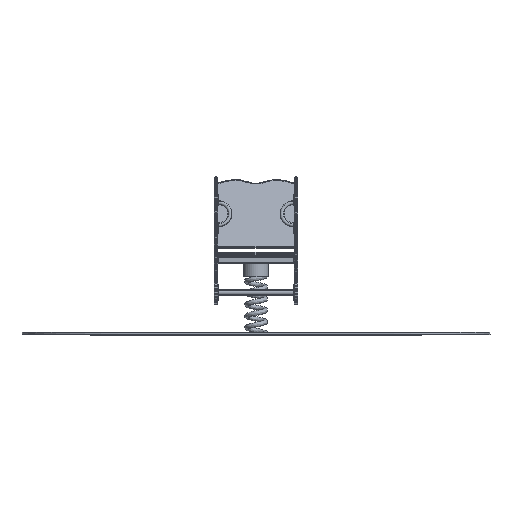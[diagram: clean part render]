
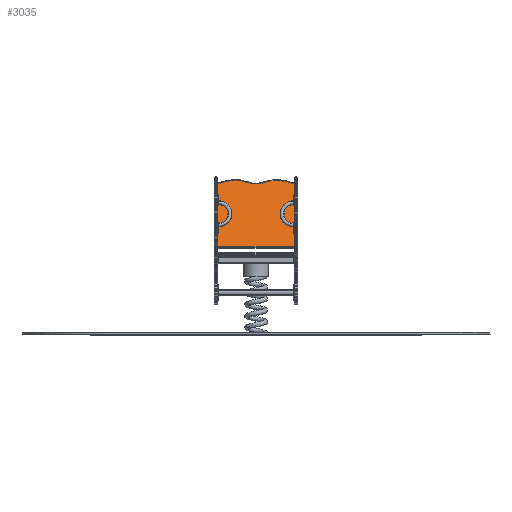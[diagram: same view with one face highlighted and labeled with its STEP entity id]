
A CAD part, top view. The second image highlights one B-rep face of the part: STEP entity #3035.
In plain terms, the highlighted face is planar.
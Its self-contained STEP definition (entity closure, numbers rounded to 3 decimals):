
#3035=ADVANCED_FACE('',(#11655),#11657,.T.);
#11655=FACE_BOUND('',#11656,.T.);
#11656=EDGE_LOOP('',(#19103,#19104,#19105,#19106,#19107,#19108));
#11657=PLANE('',#11658);
#11658=AXIS2_PLACEMENT_3D('',#11659,#11660,#11661);
#11659=CARTESIAN_POINT('',(0.,0.,0.));
#11660=DIRECTION('',(0.,0.,1.));
#11661=DIRECTION('',(1.,0.,0.));
#19103=ORIENTED_EDGE('',*,*,#19957,.T.);
#19104=ORIENTED_EDGE('',*,*,#19954,.T.);
#19105=ORIENTED_EDGE('',*,*,#19958,.T.);
#19106=ORIENTED_EDGE('',*,*,#19959,.T.);
#19107=ORIENTED_EDGE('',*,*,#19960,.T.);
#19108=ORIENTED_EDGE('',*,*,#19939,.T.);
#19939=EDGE_CURVE('',#20756,#20753,#20757,.T.);
#19954=EDGE_CURVE('',#20771,#20781,#20783,.T.);
#19957=EDGE_CURVE('',#20753,#20771,#20786,.T.);
#19958=EDGE_CURVE('',#20781,#20787,#20788,.T.);
#19959=EDGE_CURVE('',#20787,#20789,#20790,.T.);
#19960=EDGE_CURVE('',#20789,#20756,#20791,.T.);
#20753=VERTEX_POINT('',#23562);
#20756=VERTEX_POINT('',#23568);
#20757=LINE('',#23569,#23570);
#20771=VERTEX_POINT('',#23604);
#20781=VERTEX_POINT('',#23627);
#20783=LINE('',#23632,#23633);
#20786=LINE('',#23641,#23642);
#20787=VERTEX_POINT('',#23644);
#20788=LINE('',#23645,#23646);
#20789=VERTEX_POINT('',#23648);
#20790=B_SPLINE_CURVE_WITH_KNOTS('',3,
(#23649,#23650,#23651,#23652,#23653,#23654,#23655,#23656,#23657,#23658,#23659,#23660,
#23661,#23662,#23663,#23664,#23665,#23666,#23667,#23668,#23669,#23670,#23671,#23672,
#23673,#23674,#23675,#23676,#23677,#23678,#23679,#23680,#23681,#23682,#23683,#23684,
#23685,#23686,#23687,#23688,#23689),
.UNSPECIFIED.,.F.,.F.,
(4,1,1,1,1,1,1,1,1,1,1,1,1,1,1,1,1,1,1,1,1,1,1,1,1,1,1,1,1,1,1,1,1,1,1,1,1,1,4),
(0.,0.133,0.213,0.242,0.247,0.252,
0.257,0.263,0.274,0.292,0.319,
0.347,0.377,0.407,0.441,0.468,
0.487,0.498,0.508,0.52,0.537,
0.561,0.592,0.625,0.658,0.69,
0.713,0.73,0.737,0.742,0.745,
0.747,0.751,0.755,0.762,0.785,
0.842,0.918,1.),
.UNSPECIFIED.);
#20791=LINE('',#23690,#23691);
#23562=CARTESIAN_POINT('',(0.,5.,0.));
#23568=CARTESIAN_POINT('',(0.,345.,0.));
#23569=CARTESIAN_POINT('',(0.,345.,0.));
#23570=VECTOR('',#23571,1.);
#23571=DIRECTION('',(0.,-1.,0.));
#23604=CARTESIAN_POINT('',(420.,5.,0.));
#23627=CARTESIAN_POINT('',(420.,345.,0.));
#23632=CARTESIAN_POINT('',(420.,5.,0.));
#23633=VECTOR('',#23634,1.);
#23634=DIRECTION('',(0.,1.,0.));
#23641=CARTESIAN_POINT('',(0.,5.,0.));
#23642=VECTOR('',#23643,1.);
#23643=DIRECTION('',(1.,0.,0.));
#23644=CARTESIAN_POINT('',(409.037,345.,0.));
#23645=CARTESIAN_POINT('',(420.,345.,0.));
#23646=VECTOR('',#23647,1.);
#23647=DIRECTION('',(-1.,0.,0.));
#23648=CARTESIAN_POINT('',(10.963,345.,0.));
#23649=CARTESIAN_POINT('',(409.037,345.,0.));
#23650=CARTESIAN_POINT('',(391.531,352.003,0.));
#23651=CARTESIAN_POINT('',(363.508,360.4,0.));
#23652=CARTESIAN_POINT('',(331.668,364.38,0.));
#23653=CARTESIAN_POINT('',(316.638,364.947,0.));
#23654=CARTESIAN_POINT('',(311.522,364.997,0.));
#23655=CARTESIAN_POINT('',(309.603,365.006,0.));
#23656=CARTESIAN_POINT('',(307.579,364.972,0.));
#23657=CARTESIAN_POINT('',(304.84,364.856,0.));
#23658=CARTESIAN_POINT('',(300.407,364.507,0.));
#23659=CARTESIAN_POINT('',(293.304,363.549,0.));
#23660=CARTESIAN_POINT('',(283.799,361.573,0.));
#23661=CARTESIAN_POINT('',(272.567,358.557,0.));
#23662=CARTESIAN_POINT('',(260.776,355.009,0.));
#23663=CARTESIAN_POINT('',(248.122,351.226,0.));
#23664=CARTESIAN_POINT('',(235.737,348.005,0.));
#23665=CARTESIAN_POINT('',(224.701,345.982,0.));
#23666=CARTESIAN_POINT('',(216.649,345.169,0.));
#23667=CARTESIAN_POINT('',(210.986,344.967,0.));
#23668=CARTESIAN_POINT('',(206.278,345.038,0.));
#23669=CARTESIAN_POINT('',(200.813,345.391,0.));
#23670=CARTESIAN_POINT('',(193.326,346.314,0.));
#23671=CARTESIAN_POINT('',(183.367,348.241,0.));
#23672=CARTESIAN_POINT('',(171.288,351.388,0.));
#23673=CARTESIAN_POINT('',(158.238,355.312,0.));
#23674=CARTESIAN_POINT('',(145.236,359.203,0.));
#23675=CARTESIAN_POINT('',(133.737,362.159,0.));
#23676=CARTESIAN_POINT('',(124.518,363.889,0.));
#23677=CARTESIAN_POINT('',(118.474,364.609,0.));
#23678=CARTESIAN_POINT('',(114.844,364.866,0.));
#23679=CARTESIAN_POINT('',(112.946,364.95,0.));
#23680=CARTESIAN_POINT('',(111.633,364.986,0.));
#23681=CARTESIAN_POINT('',(110.486,365.002,0.));
#23682=CARTESIAN_POINT('',(109.124,365.,0.));
#23683=CARTESIAN_POINT('',(107.157,364.987,0.));
#23684=CARTESIAN_POINT('',(102.721,364.917,0.));
#23685=CARTESIAN_POINT('',(91.346,364.468,0.));
#23686=CARTESIAN_POINT('',(70.947,362.354,0.));
#23687=CARTESIAN_POINT('',(42.648,356.424,0.));
#23688=CARTESIAN_POINT('',(21.811,349.339,0.));
#23689=CARTESIAN_POINT('',(10.963,345.,0.));
#23690=CARTESIAN_POINT('',(10.963,345.,0.));
#23691=VECTOR('',#23692,1.);
#23692=DIRECTION('',(-1.,0.,0.));
